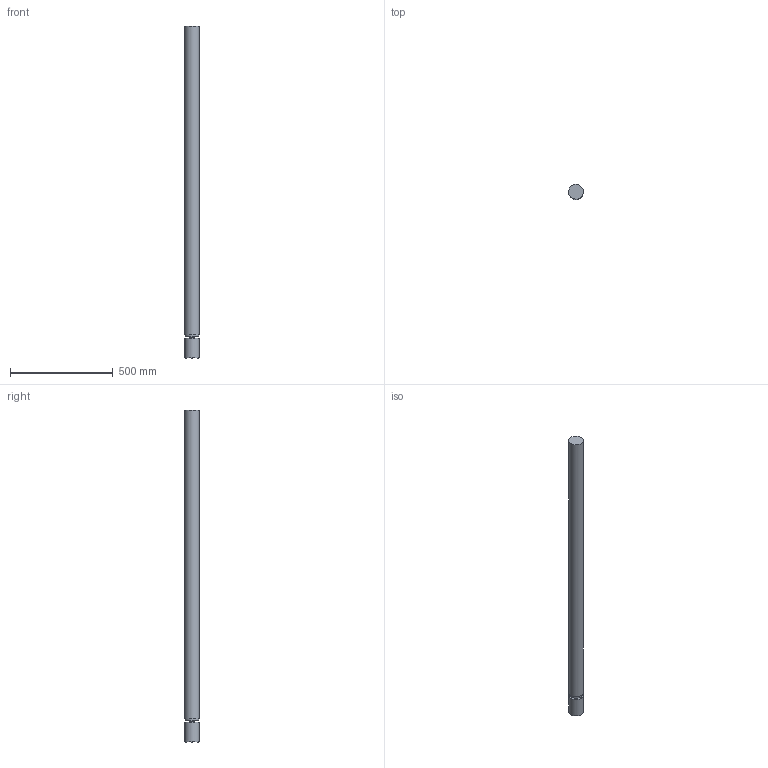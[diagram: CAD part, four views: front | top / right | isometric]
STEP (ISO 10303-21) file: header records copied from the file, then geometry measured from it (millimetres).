
FILE_DESCRIPTION(/* description */ (''),/* implementation_level */ '2;1');
FILE_NAME(/* name */ 'Baugruppe.stp',/* time_stamp */ '2016-01-05T20:40:39+01:00',/* author */ ('Santos'),/* organization */ (''),/* preprocessor_version */ 'ST-DEVELOPER v15.2',/* originating_system */ 'Autodesk Inventor 2014',/* authorisation */ '');
FILE_SCHEMA (('AUTOMOTIVE_DESIGN { 1 0 10303 214 3 1 1 }'));
Length unit declared in the file: millimetre
Products named in the file (6): Rohr_u; Brause_fluent; Einlass_innen_fluent; Rohr_o; Lochplatte_mitSchrauben; Baugruppe Reaktor
Bounding box: 72.1 x 72.1 x 1614 mm (x, y, z)
Volume: 6548701.2 mm3; surface area: 398105.8 mm2
Topology: 465 solids, 465 shells, 1437 faces, 1502 edges, 1009 vertices
Faces by surface type: plane 939, cylinder 497, cone 1
Full cylindrical faces by diameter (mm): 0.15 x461, 0.5 x8, 0.8 x8, 4.572 x5, 6.35 x1, 10.922 x2, 12.7 x1, 67.9 x1, 72.1 x2
Entity records: 24906 total; most frequent: DIRECTION 4792, CARTESIAN_POINT 4504, AXIS2_PLACEMENT_3D 2396, ORIENTED_EDGE 1976, EDGE_LOOP 1960, ADVANCED_FACE 1437, FACE_OUTER_BOUND 1435, VERTEX_POINT 988
